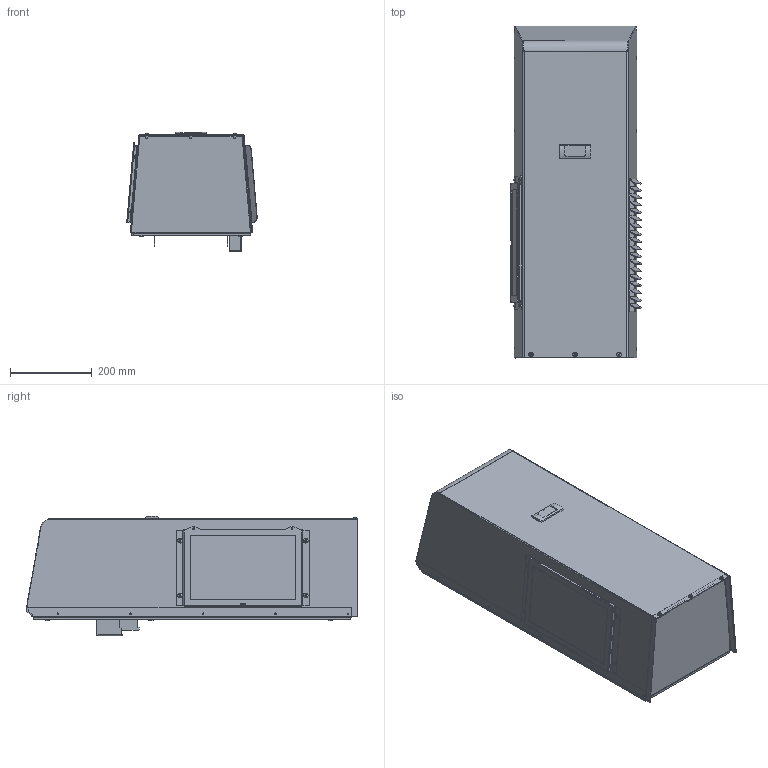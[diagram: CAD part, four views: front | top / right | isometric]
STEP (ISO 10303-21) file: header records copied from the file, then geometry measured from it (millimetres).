
FILE_DESCRIPTION (( 'STEP AP214' ), '1' );
FILE_NAME ('TA10-033-16-04.STEP', '2023-03-10T12:06:30', ( '' ), ( '' ), 'SwSTEP 2.0', 'SolidWorks 2021', '' );
FILE_SCHEMA (( 'AUTOMOTIVE_DESIGN' ));
Length unit declared in the file: inch
Products named in the file (1): TA10-033-16-04
Bounding box: 319.4 x 813.4 x 293.3 mm (x, y, z)
Volume: 2236510.1 mm3; surface area: 2062563.2 mm2
Topology: 1 solids, 7 shells, 1750 faces, 4826 edges, 3142 vertices
Faces by surface type: plane 1081, cylinder 499, bspline 99, cone 25, torus 23, sphere 23
Full cylindrical faces by diameter (mm): 2.205 x1, 4.039 x11, 4.826 x14, 5.182 x5, 6.299 x4, 8.966 x2, 23.012 x1, 154.178 x1
Entity records: 65041 total; most frequent: CARTESIAN_POINT 20953, ORIENTED_EDGE 9314, DIRECTION 8646, EDGE_CURVE 4657, LINE 3272, VECTOR 3272, VERTEX_POINT 3074, AXIS2_PLACEMENT_3D 2687
